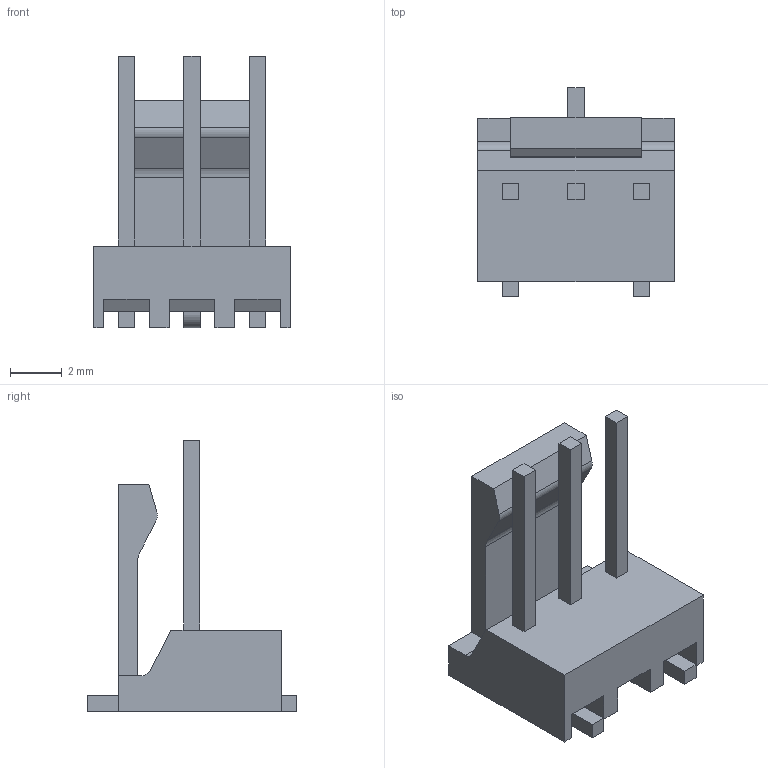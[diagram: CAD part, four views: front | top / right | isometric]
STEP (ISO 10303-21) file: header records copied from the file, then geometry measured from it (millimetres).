
FILE_DESCRIPTION((''),'2;1');
FILE_NAME('C-3-647166-3','2013-12-27T',('workeradm'),('Tyco Electronics Ltd.'),'PRO/ENGINEER BY PARAMETRIC TECHNOLOGY CORPORATION, 2013050','PRO/ENGINEER BY PARAMETRIC TECHNOLOGY CORPORATION, 2013050','');
FILE_SCHEMA(('AUTOMOTIVE_DESIGN { 1 0 10303 214 1 1 1 1 }'));
Length unit declared in the file: millimetre
Products named in the file (1): C-3-647166-3
Bounding box: 7.62 x 8.08 x 10.54 mm (x, y, z)
Volume: 153.6 mm3; surface area: 373.3 mm2
Topology: 1 solids, 1 shells, 74 faces, 198 edges, 132 vertices
Faces by surface type: plane 68, cylinder 6
Entity records: 2450 total; most frequent: CARTESIAN_POINT 406, ORIENTED_EDGE 396, DIRECTION 358, EDGE_CURVE 198, VECTOR 186, LINE 186, VERTEX_POINT 132, COLOUR_RGB 126
